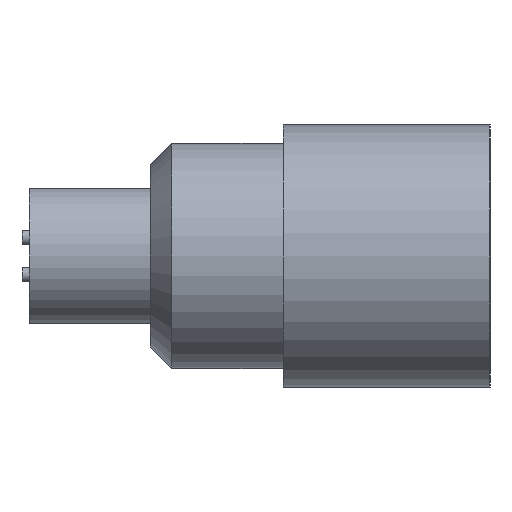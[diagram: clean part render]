
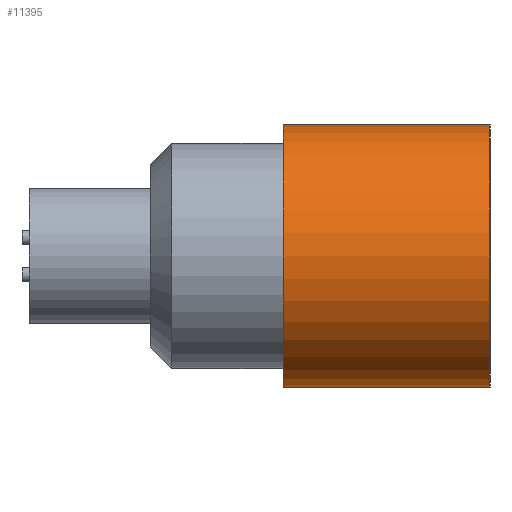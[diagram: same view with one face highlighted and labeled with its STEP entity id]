
A CAD part, left-side view. The second image highlights one B-rep face of the part: STEP entity #11395.
In plain terms, the highlighted cylindrical face has radius 2.337 mm (diameter 4.674 mm), a partial arc.
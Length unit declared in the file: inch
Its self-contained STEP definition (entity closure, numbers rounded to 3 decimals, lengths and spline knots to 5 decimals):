
#433 = VERTEX_POINT ( 'NONE', #12076 ) ;
#600 = DIRECTION ( 'NONE',  ( 0., -1., 0. ) ) ;
#1387 = CARTESIAN_POINT ( 'NONE',  ( 0.0464, 0.58137, 0.88454 ) ) ;
#1877 = VECTOR ( 'NONE', #11363, 39.37008 ) ;
#2007 = EDGE_CURVE ( 'NONE', #433, #2320, #11949, .T. ) ;
#2285 = ORIENTED_EDGE ( 'NONE', *, *, #12297, .T. ) ;
#2320 = VERTEX_POINT ( 'NONE', #3080 ) ;
#2572 = ORIENTED_EDGE ( 'NONE', *, *, #13901, .F. ) ;
#2795 = AXIS2_PLACEMENT_3D ( 'NONE', #13769, #600, #3295 ) ;
#3080 = CARTESIAN_POINT ( 'NONE',  ( 0.0464, 0.72637, 0.88454 ) ) ;
#3295 = DIRECTION ( 'NONE',  ( 0., 0., -1. ) ) ;
#3677 = ORIENTED_EDGE ( 'NONE', *, *, #11059, .T. ) ;
#4005 = VERTEX_POINT ( 'NONE', #1387 ) ;
#4499 = CIRCLE ( 'NONE', #6204, 0.092 ) ;
#5367 = DIRECTION ( 'NONE',  ( 0., -1., 0. ) ) ;
#5949 = LINE ( 'NONE', #8884, #1877 ) ;
#6204 = AXIS2_PLACEMENT_3D ( 'NONE', #16726, #11522, #14034 ) ;
#7322 = ORIENTED_EDGE ( 'NONE', *, *, #2007, .F. ) ;
#7668 = CARTESIAN_POINT ( 'NONE',  ( 0.0464, 0.90437, 0.70054 ) ) ;
#8273 = AXIS2_PLACEMENT_3D ( 'NONE', #15662, #9039, #11880 ) ;
#8884 = CARTESIAN_POINT ( 'NONE',  ( 0.0464, 0.90437, 0.88454 ) ) ;
#9039 = DIRECTION ( 'NONE',  ( 0., 1., 0. ) ) ;
#9490 = FACE_OUTER_BOUND ( 'NONE', #10327, .T. ) ;
#10327 = EDGE_LOOP ( 'NONE', ( #7322, #3677, #2285, #2572 ) ) ;
#11014 = CYLINDRICAL_SURFACE ( 'NONE', #2795, 0.092 ) ;
#11059 = EDGE_CURVE ( 'NONE', #433, #15468, #12018, .T. ) ;
#11363 = DIRECTION ( 'NONE',  ( 0., -1., 0. ) ) ;
#11395 = ADVANCED_FACE ( 'NONE', ( #9490 ), #11014, .T. ) ;
#11522 = DIRECTION ( 'NONE',  ( 0., 1., 0. ) ) ;
#11880 = DIRECTION ( 'NONE',  ( 0., 0., 1. ) ) ;
#11949 = CIRCLE ( 'NONE', #8273, 0.092 ) ;
#12018 = LINE ( 'NONE', #7668, #15577 ) ;
#12076 = CARTESIAN_POINT ( 'NONE',  ( 0.0464, 0.72637, 0.70054 ) ) ;
#12297 = EDGE_CURVE ( 'NONE', #15468, #4005, #4499, .T. ) ;
#13769 = CARTESIAN_POINT ( 'NONE',  ( 0.0464, 0.90437, 0.79254 ) ) ;
#13901 = EDGE_CURVE ( 'NONE', #2320, #4005, #5949, .T. ) ;
#14034 = DIRECTION ( 'NONE',  ( 0., 0., 1. ) ) ;
#14422 = CARTESIAN_POINT ( 'NONE',  ( 0.0464, 0.58137, 0.70054 ) ) ;
#15468 = VERTEX_POINT ( 'NONE', #14422 ) ;
#15577 = VECTOR ( 'NONE', #5367, 39.37008 ) ;
#15662 = CARTESIAN_POINT ( 'NONE',  ( 0.0464, 0.72637, 0.79254 ) ) ;
#16726 = CARTESIAN_POINT ( 'NONE',  ( 0.0464, 0.58137, 0.79254 ) ) ;
